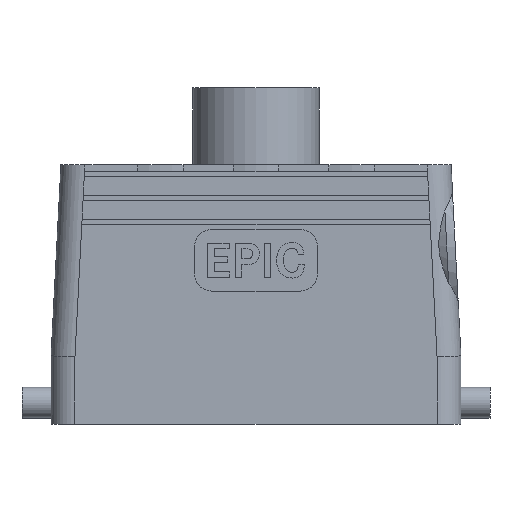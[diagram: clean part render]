
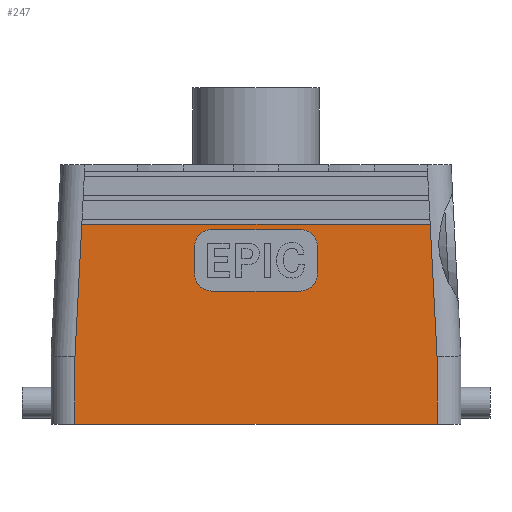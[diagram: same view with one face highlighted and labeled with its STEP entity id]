
A CAD part, front view. The second image highlights one B-rep face of the part: STEP entity #247.
In plain terms, the highlighted planar face has unit normal (0, -1, 0).
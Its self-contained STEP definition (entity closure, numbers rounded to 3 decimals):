
#247 = ADVANCED_FACE( '', ( #619, #620 ), #621, .F. );
#619 = FACE_OUTER_BOUND( '', #1136, .T. );
#620 = FACE_BOUND( '', #1137, .T. );
#621 = PLANE( '', #1138 );
#1136 = EDGE_LOOP( '', ( #1823, #1824, #1825, #1826, #1827, #1828 ) );
#1137 = EDGE_LOOP( '', ( #1829, #1830, #1831, #1832, #1833, #1834, #1835, #1836 ) );
#1138 = AXIS2_PLACEMENT_3D( '', #1837, #1838, #1839 );
#1823 = ORIENTED_EDGE( '', *, *, #3199, .F. );
#1824 = ORIENTED_EDGE( '', *, *, #3224, .F. );
#1825 = ORIENTED_EDGE( '', *, *, #3225, .T. );
#1826 = ORIENTED_EDGE( '', *, *, #3210, .T. );
#1827 = ORIENTED_EDGE( '', *, *, #3226, .T. );
#1828 = ORIENTED_EDGE( '', *, *, #3227, .F. );
#1829 = ORIENTED_EDGE( '', *, *, #3097, .T. );
#1830 = ORIENTED_EDGE( '', *, *, #3228, .T. );
#1831 = ORIENTED_EDGE( '', *, *, #3229, .T. );
#1832 = ORIENTED_EDGE( '', *, *, #3230, .T. );
#1833 = ORIENTED_EDGE( '', *, *, #3231, .T. );
#1834 = ORIENTED_EDGE( '', *, *, #3232, .T. );
#1835 = ORIENTED_EDGE( '', *, *, #3233, .T. );
#1836 = ORIENTED_EDGE( '', *, *, #3234, .T. );
#1837 = CARTESIAN_POINT( '', ( -60., -21.5, 20. ) );
#1838 = DIRECTION( '', ( 0., 1., 0. ) );
#1839 = DIRECTION( '', ( -1., 0., 0. ) );
#3097 = EDGE_CURVE( '', #3675, #3676, #3677, .T. );
#3199 = EDGE_CURVE( '', #3813, #3852, #3853, .F. );
#3210 = EDGE_CURVE( '', #3870, #3871, #3872, .T. );
#3224 = EDGE_CURVE( '', #3894, #3813, #3895, .T. );
#3225 = EDGE_CURVE( '', #3894, #3870, #3896, .F. );
#3226 = EDGE_CURVE( '', #3871, #3897, #3898, .T. );
#3227 = EDGE_CURVE( '', #3852, #3897, #3899, .T. );
#3228 = EDGE_CURVE( '', #3676, #3900, #3901, .T. );
#3229 = EDGE_CURVE( '', #3900, #3902, #3903, .T. );
#3230 = EDGE_CURVE( '', #3902, #3904, #3905, .T. );
#3231 = EDGE_CURVE( '', #3904, #3906, #3907, .T. );
#3232 = EDGE_CURVE( '', #3906, #3908, #3909, .T. );
#3233 = EDGE_CURVE( '', #3908, #3910, #3911, .T. );
#3234 = EDGE_CURVE( '', #3910, #3675, #3912, .T. );
#3675 = VERTEX_POINT( '', #4510 );
#3676 = VERTEX_POINT( '', #4511 );
#3677 = CIRCLE( '', #4512, 5. );
#3813 = VERTEX_POINT( '', #4721 );
#3852 = VERTEX_POINT( '', #4791 );
#3853 = LINE( '', #4792, #4793 );
#3870 = VERTEX_POINT( '', #4856 );
#3871 = VERTEX_POINT( '', #4857 );
#3872 = LINE( '', #4858, #4859 );
#3894 = VERTEX_POINT( '', #4889 );
#3895 = LINE( '', #4890, #4891 );
#3896 = LINE( '', #4892, #4893 );
#3897 = VERTEX_POINT( '', #4894 );
#3898 = LINE( '', #4895, #4896 );
#3899 = LINE( '', #4897, #4898 );
#3900 = VERTEX_POINT( '', #4899 );
#3901 = LINE( '', #4900, #4901 );
#3902 = VERTEX_POINT( '', #4902 );
#3903 = CIRCLE( '', #4903, 5. );
#3904 = VERTEX_POINT( '', #4904 );
#3905 = LINE( '', #4905, #4906 );
#3906 = VERTEX_POINT( '', #4907 );
#3907 = CIRCLE( '', #4908, 5. );
#3908 = VERTEX_POINT( '', #4909 );
#3909 = LINE( '', #4910, #4911 );
#3910 = VERTEX_POINT( '', #4912 );
#3911 = CIRCLE( '', #4913, 5. );
#3912 = LINE( '', #4914, #4915 );
#4510 = CARTESIAN_POINT( '', ( -18., -21.5, 52. ) );
#4511 = CARTESIAN_POINT( '', ( -13., -21.5, 57. ) );
#4512 = AXIS2_PLACEMENT_3D( '', #5843, #5844, #5845 );
#4721 = CARTESIAN_POINT( '', ( 50.997, -21.5, 58.5 ) );
#4791 = CARTESIAN_POINT( '', ( 53., -21.5, 19.819 ) );
#4792 = CARTESIAN_POINT( '', ( 53.009, -21.5, 19.638 ) );
#4793 = VECTOR( '', #5950, 1000. );
#4856 = CARTESIAN_POINT( '', ( -53., -21.5, 19.819 ) );
#4857 = CARTESIAN_POINT( '', ( -53., -21.5, 0. ) );
#4858 = CARTESIAN_POINT( '', ( -53., -21.5, 20. ) );
#4859 = VECTOR( '', #5958, 1000. );
#4889 = CARTESIAN_POINT( '', ( -50.997, -21.5, 58.5 ) );
#4890 = CARTESIAN_POINT( '', ( -50.997, -21.5, 58.5 ) );
#4891 = VECTOR( '', #5973, 1000. );
#4892 = CARTESIAN_POINT( '', ( -53.009, -21.5, 19.638 ) );
#4893 = VECTOR( '', #5974, 1000. );
#4894 = CARTESIAN_POINT( '', ( 53., -21.5, 0. ) );
#4895 = CARTESIAN_POINT( '', ( -60., -21.5, 0. ) );
#4896 = VECTOR( '', #5975, 1000. );
#4897 = CARTESIAN_POINT( '', ( 53., -21.5, 20. ) );
#4898 = VECTOR( '', #5976, 1000. );
#4899 = CARTESIAN_POINT( '', ( 13., -21.5, 57. ) );
#4900 = CARTESIAN_POINT( '', ( -13., -21.5, 57. ) );
#4901 = VECTOR( '', #5977, 1000. );
#4902 = CARTESIAN_POINT( '', ( 18., -21.5, 52. ) );
#4903 = AXIS2_PLACEMENT_3D( '', #5978, #5979, #5980 );
#4904 = CARTESIAN_POINT( '', ( 18., -21.5, 44. ) );
#4905 = CARTESIAN_POINT( '', ( 18., -21.5, 52. ) );
#4906 = VECTOR( '', #5981, 1000. );
#4907 = CARTESIAN_POINT( '', ( 13., -21.5, 39. ) );
#4908 = AXIS2_PLACEMENT_3D( '', #5982, #5983, #5984 );
#4909 = CARTESIAN_POINT( '', ( -13., -21.5, 39. ) );
#4910 = CARTESIAN_POINT( '', ( -13., -21.5, 39. ) );
#4911 = VECTOR( '', #5985, 1000. );
#4912 = CARTESIAN_POINT( '', ( -18., -21.5, 44. ) );
#4913 = AXIS2_PLACEMENT_3D( '', #5986, #5987, #5988 );
#4914 = CARTESIAN_POINT( '', ( -18., -21.5, 44. ) );
#4915 = VECTOR( '', #5989, 1000. );
#5843 = CARTESIAN_POINT( '', ( -13., -21.5, 52. ) );
#5844 = DIRECTION( '', ( 0., 1., 0. ) );
#5845 = DIRECTION( '', ( 1., 0., 0. ) );
#5950 = DIRECTION( '', ( -0.052, 0., 0.999 ) );
#5958 = DIRECTION( '', ( 0., 0., -1. ) );
#5973 = DIRECTION( '', ( 1., 0., 0. ) );
#5974 = DIRECTION( '', ( 0.052, 0., 0.999 ) );
#5975 = DIRECTION( '', ( 1., 0., 0. ) );
#5976 = DIRECTION( '', ( 0., 0., -1. ) );
#5977 = DIRECTION( '', ( 1., 0., 0. ) );
#5978 = CARTESIAN_POINT( '', ( 13., -21.5, 52. ) );
#5979 = DIRECTION( '', ( 0., 1., 0. ) );
#5980 = DIRECTION( '', ( -1., 0., 0. ) );
#5981 = DIRECTION( '', ( 0., 0., -1. ) );
#5982 = CARTESIAN_POINT( '', ( 13., -21.5, 44. ) );
#5983 = DIRECTION( '', ( 0., 1., 0. ) );
#5984 = DIRECTION( '', ( 1., 0., 0. ) );
#5985 = DIRECTION( '', ( -1., 0., 0. ) );
#5986 = CARTESIAN_POINT( '', ( -13., -21.5, 44. ) );
#5987 = DIRECTION( '', ( 0., 1., 0. ) );
#5988 = DIRECTION( '', ( 1., 0., 0. ) );
#5989 = DIRECTION( '', ( 0., 0., 1. ) );
